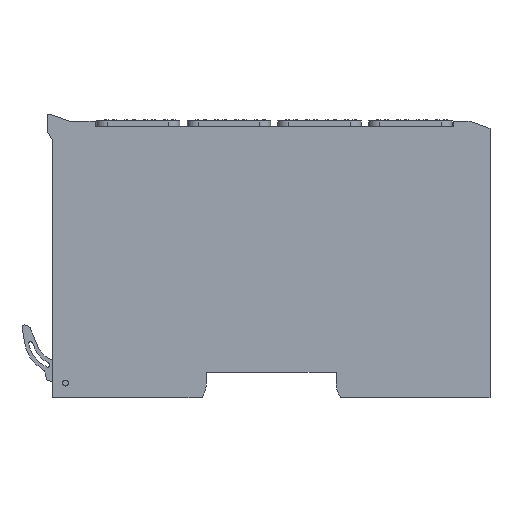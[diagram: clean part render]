
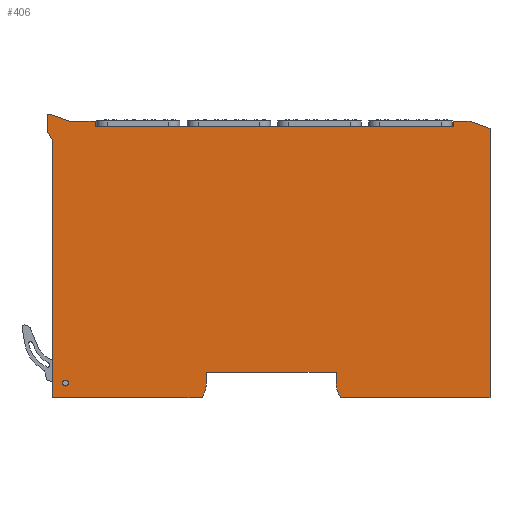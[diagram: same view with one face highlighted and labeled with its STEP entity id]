
A CAD part, left-side view. The second image highlights one B-rep face of the part: STEP entity #406.
In plain terms, the highlighted planar face has unit normal (-1, 0, 0).
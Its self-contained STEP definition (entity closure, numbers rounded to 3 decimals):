
#220=AXIS2_PLACEMENT_3D('Plane Axis2P3D',#217,#218,#219) ;
#301=AXIS2_PLACEMENT_3D('Circle Axis2P3D',#299,#300,$) ;
#329=AXIS2_PLACEMENT_3D('Circle Axis2P3D',#327,#328,$) ;
#390=AXIS2_PLACEMENT_3D('Circle Axis2P3D',#388,#389,$) ;
#399=AXIS2_PLACEMENT_3D('Circle Axis2P3D',#397,#398,$) ;
#66=CARTESIAN_POINT('Vertex',(0.,0.,73.566)) ;
#69=CARTESIAN_POINT('Line Origine',(0.,0.,36.783)) ;
#73=CARTESIAN_POINT('Vertex',(0.,0.,0.)) ;
#201=CARTESIAN_POINT('Vertex',(0.,5.45,75.55)) ;
#204=CARTESIAN_POINT('Line Origine',(0.,2.725,74.558)) ;
#217=CARTESIAN_POINT('Axis2P3D Location',(0.,119.5,0.)) ;
#222=CARTESIAN_POINT('Line Origine',(0.,111.405,75.55)) ;
#226=CARTESIAN_POINT('Vertex',(0.,114.91,75.55)) ;
#228=CARTESIAN_POINT('Vertex',(0.,107.9,75.55)) ;
#231=CARTESIAN_POINT('Line Origine',(0.,117.52,76.5)) ;
#235=CARTESIAN_POINT('Vertex',(0.,120.13,77.45)) ;
#238=CARTESIAN_POINT('Line Origine',(0.,120.415,77.45)) ;
#242=CARTESIAN_POINT('Vertex',(0.,120.7,77.45)) ;
#246=CARTESIAN_POINT('Control Point',(0.,120.7,77.45)) ;
#247=CARTESIAN_POINT('Control Point',(0.,120.737,77.45)) ;
#248=CARTESIAN_POINT('Control Point',(0.,120.775,77.444)) ;
#249=CARTESIAN_POINT('Control Point',(0.,120.812,77.432)) ;
#250=CARTESIAN_POINT('Control Point',(0.,120.88,77.397)) ;
#251=CARTESIAN_POINT('Control Point',(0.,120.933,77.344)) ;
#252=CARTESIAN_POINT('Control Point',(0.,120.957,77.312)) ;
#253=CARTESIAN_POINT('Control Point',(0.,120.982,77.261)) ;
#254=CARTESIAN_POINT('Control Point',(0.,120.996,77.206)) ;
#255=CARTESIAN_POINT('Control Point',(0.,120.999,77.188)) ;
#256=CARTESIAN_POINT('Control Point',(0.,121.,77.169)) ;
#257=CARTESIAN_POINT('Control Point',(0.,121.,77.15)) ;
#258=CARTESIAN_POINT('Vertex',(0.,121.,77.15)) ;
#261=CARTESIAN_POINT('Line Origine',(0.,121.,75.089)) ;
#265=CARTESIAN_POINT('Vertex',(0.,121.,73.028)) ;
#269=CARTESIAN_POINT('Control Point',(0.,121.,73.028)) ;
#270=CARTESIAN_POINT('Control Point',(0.,121.,72.997)) ;
#271=CARTESIAN_POINT('Control Point',(0.,120.996,72.966)) ;
#272=CARTESIAN_POINT('Control Point',(0.,120.988,72.935)) ;
#273=CARTESIAN_POINT('Control Point',(0.,120.975,72.906)) ;
#274=CARTESIAN_POINT('Control Point',(0.,120.96,72.878)) ;
#275=CARTESIAN_POINT('Vertex',(0.,120.96,72.878)) ;
#278=CARTESIAN_POINT('Line Origine',(0.,120.23,71.614)) ;
#282=CARTESIAN_POINT('Vertex',(0.,119.5,70.35)) ;
#285=CARTESIAN_POINT('Line Origine',(0.,119.5,35.175)) ;
#289=CARTESIAN_POINT('Vertex',(0.,119.5,0.)) ;
#292=CARTESIAN_POINT('Line Origine',(0.,99.095,0.)) ;
#296=CARTESIAN_POINT('Vertex',(0.,78.69,0.)) ;
#299=CARTESIAN_POINT('Axis2P3D Location',(0.,84.95,4.13)) ;
#303=CARTESIAN_POINT('Vertex',(0.,77.45,4.13)) ;
#306=CARTESIAN_POINT('Line Origine',(0.,77.45,5.565)) ;
#310=CARTESIAN_POINT('Vertex',(0.,77.45,7.)) ;
#313=CARTESIAN_POINT('Line Origine',(0.,59.75,7.)) ;
#317=CARTESIAN_POINT('Vertex',(0.,42.05,7.)) ;
#320=CARTESIAN_POINT('Line Origine',(0.,42.05,5.565)) ;
#324=CARTESIAN_POINT('Vertex',(0.,42.05,4.13)) ;
#327=CARTESIAN_POINT('Axis2P3D Location',(0.,34.55,4.13)) ;
#331=CARTESIAN_POINT('Vertex',(0.,40.81,0.)) ;
#334=CARTESIAN_POINT('Line Origine',(0.,20.405,0.)) ;
#339=CARTESIAN_POINT('Line Origine',(0.,7.725,75.55)) ;
#343=CARTESIAN_POINT('Vertex',(0.,10.,75.55)) ;
#346=CARTESIAN_POINT('Line Origine',(0.,10.,74.8)) ;
#350=CARTESIAN_POINT('Vertex',(0.,10.,74.05)) ;
#353=CARTESIAN_POINT('Line Origine',(0.,58.95,74.05)) ;
#357=CARTESIAN_POINT('Vertex',(0.,107.9,74.05)) ;
#360=CARTESIAN_POINT('Line Origine',(0.,107.9,74.8)) ;
#388=CARTESIAN_POINT('Axis2P3D Location',(0.,116.,4.)) ;
#392=CARTESIAN_POINT('Vertex',(0.,116.,4.8)) ;
#394=CARTESIAN_POINT('Vertex',(0.,116.,3.2)) ;
#397=CARTESIAN_POINT('Axis2P3D Location',(0.,116.,4.)) ;
#70=DIRECTION('Vector Direction',(0.,0.,1.)) ;
#205=DIRECTION('Vector Direction',(0.,0.94,0.342)) ;
#218=DIRECTION('Axis2P3D Direction',(1.,0.,0.)) ;
#219=DIRECTION('Axis2P3D XDirection',(0.,0.,-1.)) ;
#223=DIRECTION('Vector Direction',(0.,-1.,0.)) ;
#232=DIRECTION('Vector Direction',(0.,-0.94,-0.342)) ;
#239=DIRECTION('Vector Direction',(0.,-1.,0.)) ;
#262=DIRECTION('Vector Direction',(0.,0.,1.)) ;
#279=DIRECTION('Vector Direction',(0.,0.5,0.866)) ;
#286=DIRECTION('Vector Direction',(0.,0.,1.)) ;
#293=DIRECTION('Vector Direction',(0.,-1.,0.)) ;
#300=DIRECTION('Axis2P3D Direction',(1.,0.,0.)) ;
#307=DIRECTION('Vector Direction',(0.,0.,1.)) ;
#314=DIRECTION('Vector Direction',(0.,-1.,0.)) ;
#321=DIRECTION('Vector Direction',(0.,0.,-1.)) ;
#328=DIRECTION('Axis2P3D Direction',(1.,0.,0.)) ;
#335=DIRECTION('Vector Direction',(0.,-1.,0.)) ;
#340=DIRECTION('Vector Direction',(0.,-1.,0.)) ;
#347=DIRECTION('Vector Direction',(0.,0.,-1.)) ;
#354=DIRECTION('Vector Direction',(0.,1.,0.)) ;
#361=DIRECTION('Vector Direction',(0.,0.,1.)) ;
#389=DIRECTION('Axis2P3D Direction',(1.,0.,0.)) ;
#398=DIRECTION('Axis2P3D Direction',(1.,0.,0.)) ;
#71=VECTOR('Line Direction',#70,1.) ;
#206=VECTOR('Line Direction',#205,1.) ;
#224=VECTOR('Line Direction',#223,1.) ;
#233=VECTOR('Line Direction',#232,1.) ;
#240=VECTOR('Line Direction',#239,1.) ;
#263=VECTOR('Line Direction',#262,1.) ;
#280=VECTOR('Line Direction',#279,1.) ;
#287=VECTOR('Line Direction',#286,1.) ;
#294=VECTOR('Line Direction',#293,1.) ;
#308=VECTOR('Line Direction',#307,1.) ;
#315=VECTOR('Line Direction',#314,1.) ;
#322=VECTOR('Line Direction',#321,1.) ;
#336=VECTOR('Line Direction',#335,1.) ;
#341=VECTOR('Line Direction',#340,1.) ;
#348=VECTOR('Line Direction',#347,1.) ;
#355=VECTOR('Line Direction',#354,1.) ;
#362=VECTOR('Line Direction',#361,1.) ;
#366=ORIENTED_EDGE('',*,*,#230,.F.) ;
#367=ORIENTED_EDGE('',*,*,#237,.F.) ;
#368=ORIENTED_EDGE('',*,*,#244,.F.) ;
#369=ORIENTED_EDGE('',*,*,#260,.F.) ;
#370=ORIENTED_EDGE('',*,*,#267,.F.) ;
#371=ORIENTED_EDGE('',*,*,#277,.F.) ;
#372=ORIENTED_EDGE('',*,*,#284,.F.) ;
#373=ORIENTED_EDGE('',*,*,#291,.F.) ;
#374=ORIENTED_EDGE('',*,*,#298,.T.) ;
#375=ORIENTED_EDGE('',*,*,#305,.F.) ;
#376=ORIENTED_EDGE('',*,*,#312,.T.) ;
#377=ORIENTED_EDGE('',*,*,#319,.T.) ;
#378=ORIENTED_EDGE('',*,*,#326,.T.) ;
#379=ORIENTED_EDGE('',*,*,#333,.F.) ;
#380=ORIENTED_EDGE('',*,*,#338,.T.) ;
#381=ORIENTED_EDGE('',*,*,#75,.T.) ;
#382=ORIENTED_EDGE('',*,*,#208,.T.) ;
#383=ORIENTED_EDGE('',*,*,#345,.F.) ;
#384=ORIENTED_EDGE('',*,*,#352,.T.) ;
#385=ORIENTED_EDGE('',*,*,#359,.T.) ;
#386=ORIENTED_EDGE('',*,*,#364,.T.) ;
#403=ORIENTED_EDGE('',*,*,#396,.F.) ;
#404=ORIENTED_EDGE('',*,*,#401,.F.) ;
#405=FACE_BOUND('',#402,.T.) ;
#406=ADVANCED_FACE('V1',(#387,#405),#221,.F.) ;
#245=B_SPLINE_CURVE_WITH_KNOTS('',5,(#246,#247,#248,#249,#250,#251,#252,#253,#254,#255,#256,#257),.UNSPECIFIED.,.F.,.U.,(6,3,3,6),(0.,0.264,0.529,0.662),.UNSPECIFIED.) ;
#268=B_SPLINE_CURVE_WITH_KNOTS('',5,(#269,#270,#271,#272,#273,#274),.UNSPECIFIED.,.F.,.U.,(6,6),(0.,0.221),.UNSPECIFIED.) ;
#302=CIRCLE('generated circle',#301,7.5) ;
#330=CIRCLE('generated circle',#329,7.5) ;
#391=CIRCLE('generated circle',#390,0.8) ;
#400=CIRCLE('generated circle',#399,0.8) ;
#75=EDGE_CURVE('',#74,#67,#72,.T.) ;
#208=EDGE_CURVE('',#67,#202,#207,.T.) ;
#230=EDGE_CURVE('',#227,#229,#225,.T.) ;
#237=EDGE_CURVE('',#236,#227,#234,.T.) ;
#244=EDGE_CURVE('',#243,#236,#241,.T.) ;
#260=EDGE_CURVE('',#259,#243,#245,.F.) ;
#267=EDGE_CURVE('',#266,#259,#264,.T.) ;
#277=EDGE_CURVE('',#276,#266,#268,.F.) ;
#284=EDGE_CURVE('',#283,#276,#281,.T.) ;
#291=EDGE_CURVE('',#290,#283,#288,.T.) ;
#298=EDGE_CURVE('',#290,#297,#295,.T.) ;
#305=EDGE_CURVE('',#304,#297,#302,.T.) ;
#312=EDGE_CURVE('',#304,#311,#309,.T.) ;
#319=EDGE_CURVE('',#311,#318,#316,.T.) ;
#326=EDGE_CURVE('',#318,#325,#323,.T.) ;
#333=EDGE_CURVE('',#332,#325,#330,.T.) ;
#338=EDGE_CURVE('',#332,#74,#337,.T.) ;
#345=EDGE_CURVE('',#344,#202,#342,.T.) ;
#352=EDGE_CURVE('',#344,#351,#349,.T.) ;
#359=EDGE_CURVE('',#351,#358,#356,.T.) ;
#364=EDGE_CURVE('',#358,#229,#363,.T.) ;
#396=EDGE_CURVE('',#393,#395,#391,.F.) ;
#401=EDGE_CURVE('',#395,#393,#400,.F.) ;
#365=EDGE_LOOP('',(#366,#367,#368,#369,#370,#371,#372,#373,#374,#375,#376,#377,#378,#379,#380,#381,#382,#383,#384,#385,#386)) ;
#402=EDGE_LOOP('',(#403,#404)) ;
#387=FACE_OUTER_BOUND('',#365,.T.) ;
#72=LINE('Line',#69,#71) ;
#207=LINE('Line',#204,#206) ;
#225=LINE('Line',#222,#224) ;
#234=LINE('Line',#231,#233) ;
#241=LINE('Line',#238,#240) ;
#264=LINE('Line',#261,#263) ;
#281=LINE('Line',#278,#280) ;
#288=LINE('Line',#285,#287) ;
#295=LINE('Line',#292,#294) ;
#309=LINE('Line',#306,#308) ;
#316=LINE('Line',#313,#315) ;
#323=LINE('Line',#320,#322) ;
#337=LINE('Line',#334,#336) ;
#342=LINE('Line',#339,#341) ;
#349=LINE('Line',#346,#348) ;
#356=LINE('Line',#353,#355) ;
#363=LINE('Line',#360,#362) ;
#221=PLANE('',#220) ;
#67=VERTEX_POINT('',#66) ;
#74=VERTEX_POINT('',#73) ;
#202=VERTEX_POINT('',#201) ;
#227=VERTEX_POINT('',#226) ;
#229=VERTEX_POINT('',#228) ;
#236=VERTEX_POINT('',#235) ;
#243=VERTEX_POINT('',#242) ;
#259=VERTEX_POINT('',#258) ;
#266=VERTEX_POINT('',#265) ;
#276=VERTEX_POINT('',#275) ;
#283=VERTEX_POINT('',#282) ;
#290=VERTEX_POINT('',#289) ;
#297=VERTEX_POINT('',#296) ;
#304=VERTEX_POINT('',#303) ;
#311=VERTEX_POINT('',#310) ;
#318=VERTEX_POINT('',#317) ;
#325=VERTEX_POINT('',#324) ;
#332=VERTEX_POINT('',#331) ;
#344=VERTEX_POINT('',#343) ;
#351=VERTEX_POINT('',#350) ;
#358=VERTEX_POINT('',#357) ;
#393=VERTEX_POINT('',#392) ;
#395=VERTEX_POINT('',#394) ;
